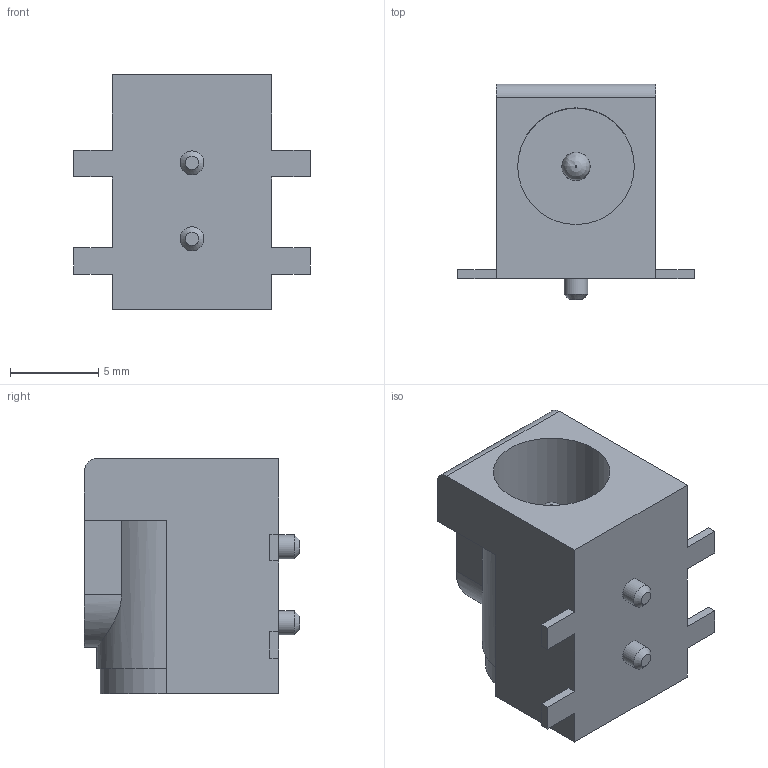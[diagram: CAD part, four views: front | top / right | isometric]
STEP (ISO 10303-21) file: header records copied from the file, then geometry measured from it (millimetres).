
FILE_DESCRIPTION(/* description */ (''),/* implementation_level */ '2;1');
FILE_NAME(/* name */ 'BarrelJackSMD v3.step',/* time_stamp */ '2019-02-18T15:37:37-08:00',/* author */ ('adrianhats'),/* organization */ (''),/* preprocessor_version */ 'ST-DEVELOPER v17.2',/* originating_system */ 'Autodesk Translation Framework v7.6.0.251',/* authorisation */ '');
FILE_SCHEMA (('AUTOMOTIVE_DESIGN { 1 0 10303 214 3 1 1 }'));
Length unit declared in the file: millimetre
Products named in the file (2): BarrelJackSMD; BarrelJack
Assembly tree (1 placements, depth 2):
  BarrelJackSMD
    BarrelJack
Bounding box: 13.4 x 12.2 x 13.3 mm (x, y, z)
Volume: 801.8 mm3; surface area: 1037.8 mm2
Topology: 1 solids, 1 shells, 44 faces, 113 edges, 75 vertices
Faces by surface type: plane 33, cylinder 8, cone 2, bspline 1
Full cylindrical faces by diameter (mm): 1.35 x2, 1.6 x1, 6.6 x1
Entity records: 1459 total; most frequent: CARTESIAN_POINT 282, ORIENTED_EDGE 226, DIRECTION 226, EDGE_CURVE 113, LINE 90, VECTOR 90, VERTEX_POINT 75, AXIS2_PLACEMENT_3D 68
